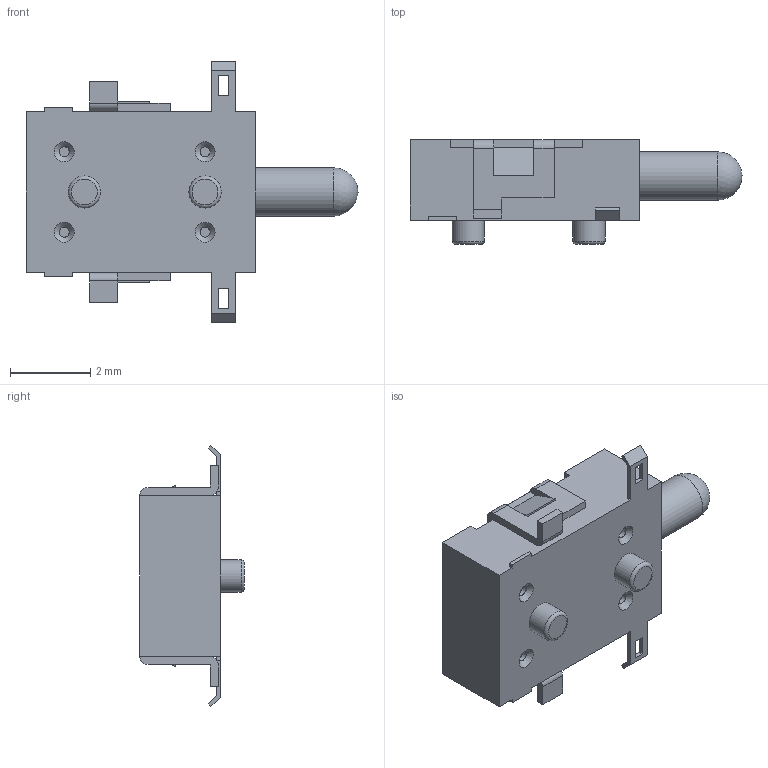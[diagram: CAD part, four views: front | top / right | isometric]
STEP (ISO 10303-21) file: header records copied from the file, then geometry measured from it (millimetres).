
FILE_DESCRIPTION((' '),'2;1');
FILE_NAME('900BGQ.stp','2017-07-19T14:58:29',(' '),(' '),' ','ACIS',' ');
FILE_SCHEMA(('CONFIG_CONTROL_DESIGN'));
Length unit declared in the file: inch
Products named in the file (1): 900BGQ.stp
Bounding box: 8.25 x 2.6 x 6.5 mm (x, y, z)
Volume: 36.8 mm3; surface area: 187.3 mm2
Topology: 1 solids, 1 shells, 134 faces, 367 edges, 239 vertices
Faces by surface type: plane 113, cylinder 14, cone 4, torus 2, sphere 1
Full cylindrical faces by diameter (mm): 0.25 x4, 0.8 x2, 1.2 x1
Entity records: 4209 total; most frequent: CARTESIAN_POINT 723, ORIENTED_EDGE 702, DIRECTION 662, EDGE_CURVE 351, VECTOR 310, LINE 310, VERTEX_POINT 237, AXIS2_PLACEMENT_3D 176
